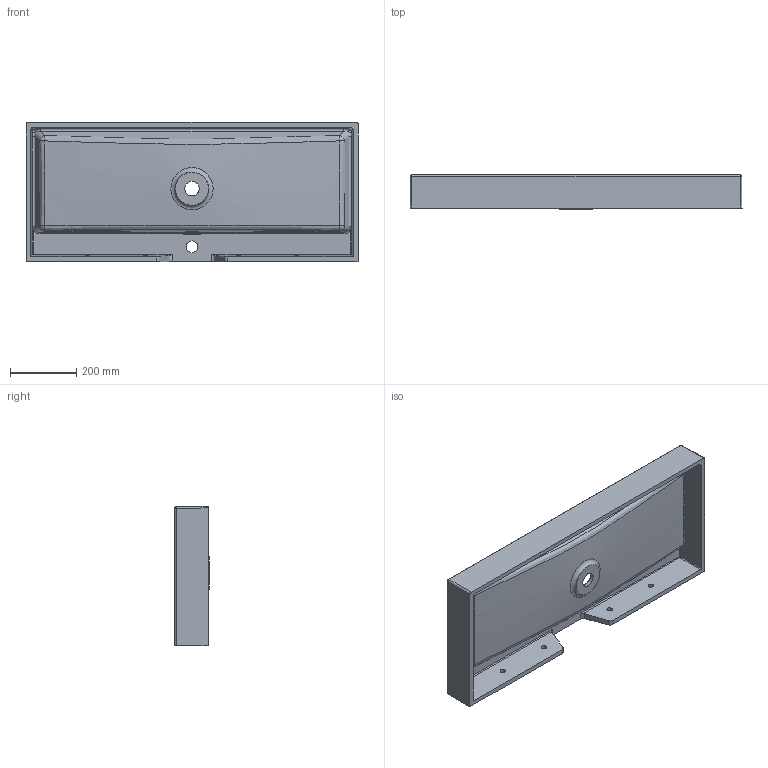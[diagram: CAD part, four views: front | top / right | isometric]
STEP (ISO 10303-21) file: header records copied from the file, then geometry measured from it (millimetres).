
FILE_DESCRIPTION(/* description */ (''),/* implementation_level */ '2;1');
FILE_NAME(/* name */ '7af83f23-27c3-4919-8ccd-7084cbee7424.stp',/* time_stamp */ '2019-04-04T10:37:13+00:00',/* author */ (''),/* organization */ (''),/* preprocessor_version */ 'ST-DEVELOPER v18',/* originating_system */ 'Autodesk Translation Framework v8.2.0.1029',/* authorisation */ '');
FILE_SCHEMA (('AUTOMOTIVE_DESIGN { 1 0 10303 214 3 1 1 }'));
Length unit declared in the file: millimetre
Products named in the file (1): !Thasos 1000
Bounding box: 1000 x 103 x 420 mm (x, y, z)
Volume: 10649474.3 mm3; surface area: 1489865.1 mm2
Topology: 1 solids, 1 shells, 136 faces, 349 edges, 207 vertices
Faces by surface type: cylinder 50, bspline 42, plane 24, sphere 12, cone 4, torus 4
Full cylindrical faces by diameter (mm): 16 x4, 25 x1, 35 x1, 44 x1
Entity records: 9681 total; most frequent: CARTESIAN_POINT 6608, ORIENTED_EDGE 682, DIRECTION 603, EDGE_CURVE 341, AXIS2_PLACEMENT_3D 247, VERTEX_POINT 207, EDGE_LOOP 150, FACE_OUTER_BOUND 136
